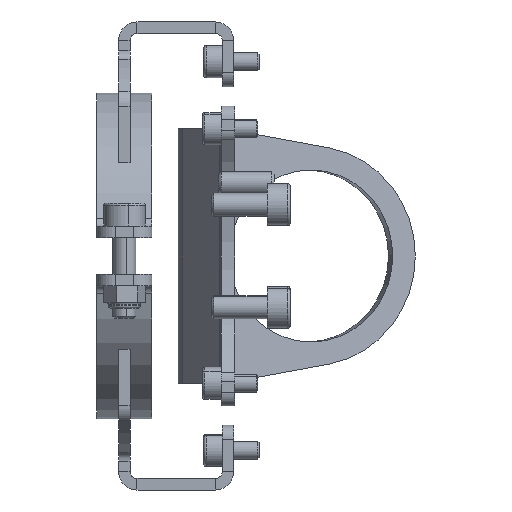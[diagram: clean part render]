
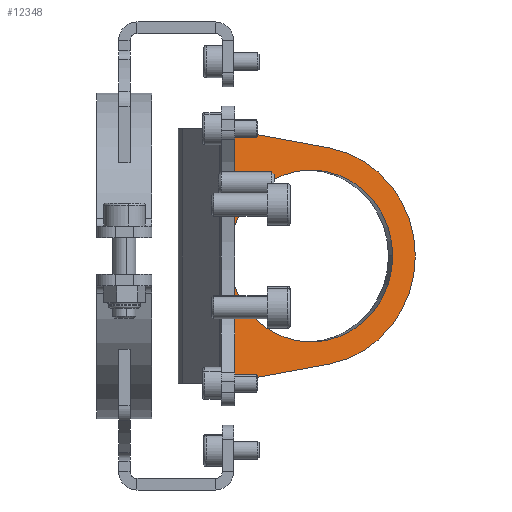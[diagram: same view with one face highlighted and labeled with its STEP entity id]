
A CAD part, front view. The second image highlights one B-rep face of the part: STEP entity #12348.
In plain terms, the highlighted planar face has unit normal (0.309, -0.951, 0).
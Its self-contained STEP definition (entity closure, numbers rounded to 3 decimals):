
#4 = CARTESIAN_POINT ( 'NONE',  ( 523.277, 75.992, 890. ) ) ;
#266 = CARTESIAN_POINT ( 'NONE',  ( 541.015, 81.755, 890. ) ) ;
#278 = LINE ( 'NONE', #3385, #2816 ) ;
#314 = LINE ( 'NONE', #3687, #7043 ) ;
#493 = CARTESIAN_POINT ( 'NONE',  ( 519.788, 74.858, 887.64 ) ) ;
#780 = ORIENTED_EDGE ( 'NONE', *, *, #5480, .T. ) ;
#974 = EDGE_CURVE ( 'NONE', #1388, #3492, #278, .T. ) ;
#1224 = DIRECTION ( 'NONE',  ( -0.951, -0.309, 0. ) ) ;
#1337 = CARTESIAN_POINT ( 'NONE',  ( 558.752, 87.518, 890. ) ) ;
#1377 = DIRECTION ( 'NONE',  ( -0.951, -0.309, 0. ) ) ;
#1388 = VERTEX_POINT ( 'NONE', #8452 ) ;
#1452 = DIRECTION ( 'NONE',  ( -0.951, -0.309, 0. ) ) ;
#1490 = CIRCLE ( 'NONE', #6971, 30. ) ;
#1719 = VERTEX_POINT ( 'NONE', #4 ) ;
#1755 = EDGE_CURVE ( 'NONE', #1719, #11127, #3845, .T. ) ;
#2290 = ORIENTED_EDGE ( 'NONE', *, *, #11014, .T. ) ;
#2369 = AXIS2_PLACEMENT_3D ( 'NONE', #9106, #12025, #6303 ) ;
#2486 = DIRECTION ( 'NONE',  ( 0.951, 0.309, 0. ) ) ;
#2509 = AXIS2_PLACEMENT_3D ( 'NONE', #10727, #5023, #11702 ) ;
#2605 = VECTOR ( 'NONE', #5735, 1000. ) ;
#2815 = AXIS2_PLACEMENT_3D ( 'NONE', #5348, #12029, #6308 ) ;
#2816 = VECTOR ( 'NONE', #2486, 1000. ) ;
#3129 = EDGE_LOOP ( 'NONE', ( #8396, #2290 ) ) ;
#3140 = AXIS2_PLACEMENT_3D ( 'NONE', #9828, #4135, #10825 ) ;
#3191 = AXIS2_PLACEMENT_3D ( 'NONE', #266, #6957, #1224 ) ;
#3235 = EDGE_CURVE ( 'NONE', #10485, #7856, #10210, .T. ) ;
#3385 = CARTESIAN_POINT ( 'NONE',  ( 510.14, 71.723, 862.36 ) ) ;
#3492 = VERTEX_POINT ( 'NONE', #9466 ) ;
#3687 = CARTESIAN_POINT ( 'NONE',  ( 516.566, 73.811, 932. ) ) ;
#3757 = FACE_BOUND ( 'NONE', #3129, .T. ) ;
#3845 = CIRCLE ( 'NONE', #3191, 18.65 ) ;
#3912 = CARTESIAN_POINT ( 'NONE',  ( 524.742, 76.467, 862.816 ) ) ;
#4135 = DIRECTION ( 'NONE',  ( 0.309, -0.951, 0. ) ) ;
#4216 = VERTEX_POINT ( 'NONE', #6908 ) ;
#4240 = ORIENTED_EDGE ( 'NONE', *, *, #10201, .T. ) ;
#4308 = VERTEX_POINT ( 'NONE', #9798 ) ;
#4340 = PLANE ( 'NONE',  #2369 ) ;
#4353 = ORIENTED_EDGE ( 'NONE', *, *, #8052, .T. ) ;
#4609 = EDGE_CURVE ( 'NONE', #4308, #1388, #314, .T. ) ;
#4644 = DIRECTION ( 'NONE',  ( 0., 0., -1. ) ) ;
#4674 = VERTEX_POINT ( 'NONE', #9490 ) ;
#5023 = DIRECTION ( 'NONE',  ( -0.309, 0.951, 0. ) ) ;
#5348 = CARTESIAN_POINT ( 'NONE',  ( 541.015, 81.755, 890. ) ) ;
#5480 = EDGE_CURVE ( 'NONE', #4674, #4216, #7025, .T. ) ;
#5735 = DIRECTION ( 'NONE',  ( 0.937, 0.304, 0.174 ) ) ;
#6131 = CARTESIAN_POINT ( 'NONE',  ( 510.14, 71.723, 917.64 ) ) ;
#6257 = LINE ( 'NONE', #6131, #10731 ) ;
#6303 = DIRECTION ( 'NONE',  ( -0.951, -0.309, 0. ) ) ;
#6308 = DIRECTION ( 'NONE',  ( -0.951, -0.309, 0. ) ) ;
#6433 = ORIENTED_EDGE ( 'NONE', *, *, #4609, .T. ) ;
#6708 = CARTESIAN_POINT ( 'NONE',  ( 521.832, 75.522, 862.276 ) ) ;
#6720 = VECTOR ( 'NONE', #9968, 1000. ) ;
#6908 = CARTESIAN_POINT ( 'NONE',  ( 524.742, 76.467, 917.184 ) ) ;
#6957 = DIRECTION ( 'NONE',  ( -0.309, 0.951, 0. ) ) ;
#6971 = AXIS2_PLACEMENT_3D ( 'NONE', #493, #7167, #1452 ) ;
#7025 = LINE ( 'NONE', #11915, #6720 ) ;
#7043 = VECTOR ( 'NONE', #4644, 1000. ) ;
#7159 = VERTEX_POINT ( 'NONE', #12153 ) ;
#7167 = DIRECTION ( 'NONE',  ( 0.309, -0.951, 0. ) ) ;
#7561 = EDGE_CURVE ( 'NONE', #4216, #7159, #1490, .T. ) ;
#7856 = VERTEX_POINT ( 'NONE', #9716 ) ;
#8052 = EDGE_CURVE ( 'NONE', #7159, #4308, #6257, .T. ) ;
#8396 = ORIENTED_EDGE ( 'NONE', *, *, #1755, .T. ) ;
#8452 = CARTESIAN_POINT ( 'NONE',  ( 516.566, 73.811, 862.36 ) ) ;
#8827 = ORIENTED_EDGE ( 'NONE', *, *, #11067, .T. ) ;
#8947 = ORIENTED_EDGE ( 'NONE', *, *, #974, .T. ) ;
#9106 = CARTESIAN_POINT ( 'NONE',  ( 510.14, 71.723, 932. ) ) ;
#9146 = CIRCLE ( 'NONE', #2509, 18.65 ) ;
#9466 = CARTESIAN_POINT ( 'NONE',  ( 519.788, 74.858, 862.36 ) ) ;
#9469 = ORIENTED_EDGE ( 'NONE', *, *, #7561, .T. ) ;
#9490 = CARTESIAN_POINT ( 'NONE',  ( 544.945, 83.032, 913.438 ) ) ;
#9716 = CARTESIAN_POINT ( 'NONE',  ( 544.945, 83.032, 866.562 ) ) ;
#9798 = CARTESIAN_POINT ( 'NONE',  ( 516.566, 73.811, 917.64 ) ) ;
#9828 = CARTESIAN_POINT ( 'NONE',  ( 519.788, 74.858, 892.36 ) ) ;
#9917 = CIRCLE ( 'NONE', #2815, 23.8 ) ;
#9968 = DIRECTION ( 'NONE',  ( -0.937, -0.304, 0.174 ) ) ;
#10201 = EDGE_CURVE ( 'NONE', #7856, #4674, #9917, .T. ) ;
#10210 = LINE ( 'NONE', #6708, #2605 ) ;
#10480 = ORIENTED_EDGE ( 'NONE', *, *, #3235, .T. ) ;
#10485 = VERTEX_POINT ( 'NONE', #3912 ) ;
#10727 = CARTESIAN_POINT ( 'NONE',  ( 541.015, 81.755, 890. ) ) ;
#10731 = VECTOR ( 'NONE', #1377, 1000. ) ;
#10817 = CIRCLE ( 'NONE', #3140, 30. ) ;
#10825 = DIRECTION ( 'NONE',  ( -0.951, -0.309, 0. ) ) ;
#11014 = EDGE_CURVE ( 'NONE', #11127, #1719, #9146, .T. ) ;
#11067 = EDGE_CURVE ( 'NONE', #3492, #10485, #10817, .T. ) ;
#11072 = FACE_OUTER_BOUND ( 'NONE', #11296, .T. ) ;
#11127 = VERTEX_POINT ( 'NONE', #1337 ) ;
#11296 = EDGE_LOOP ( 'NONE', ( #780, #9469, #4353, #6433, #8947, #8827, #10480, #4240 ) ) ;
#11702 = DIRECTION ( 'NONE',  ( -0.951, -0.309, 0. ) ) ;
#11915 = CARTESIAN_POINT ( 'NONE',  ( 508.17, 71.083, 920.256 ) ) ;
#12025 = DIRECTION ( 'NONE',  ( -0.309, 0.951, 0. ) ) ;
#12029 = DIRECTION ( 'NONE',  ( 0.309, -0.951, 0. ) ) ;
#12153 = CARTESIAN_POINT ( 'NONE',  ( 519.788, 74.858, 917.64 ) ) ;
#12348 = ADVANCED_FACE ( 'NONE', ( #3757, #11072 ), #4340, .F. ) ;
